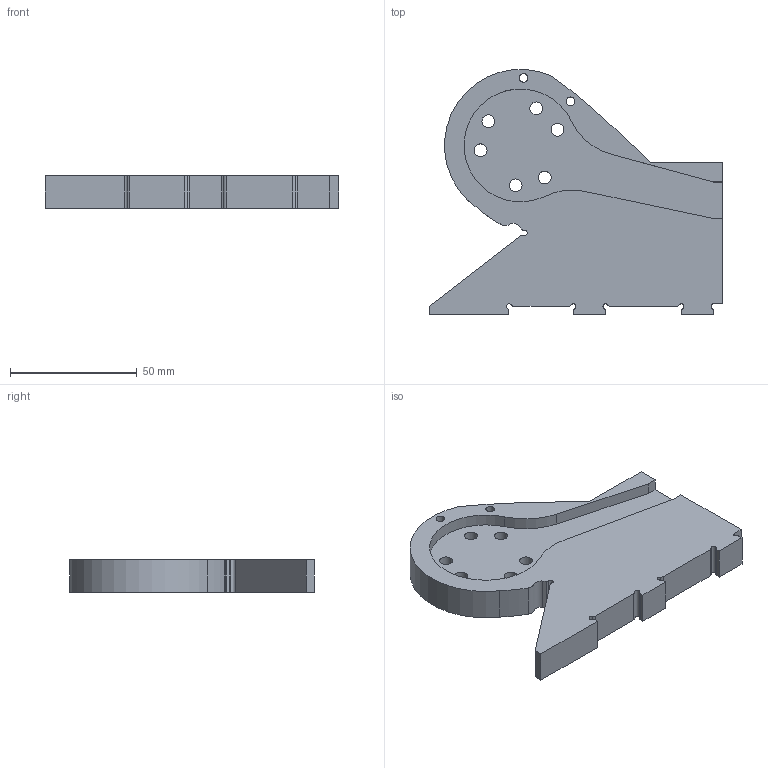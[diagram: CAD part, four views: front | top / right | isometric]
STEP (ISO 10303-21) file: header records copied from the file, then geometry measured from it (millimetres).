
FILE_DESCRIPTION(/* description */ (''),/* implementation_level */ '2;1');
FILE_NAME(/* name */ 'Inner rail_Mirror.step',/* time_stamp */ '2023-08-30T17:01:33-04:00',/* author */ (''),/* organization */ (''),/* preprocessor_version */ 'ST-DEVELOPER v20',/* originating_system */ 'Autodesk Translation Framework v12.9.0.99',/* authorisation */ '');
FILE_SCHEMA (('AUTOMOTIVE_DESIGN { 1 0 10303 214 3 1 1 }'));
Length unit declared in the file: inch
Products named in the file (1): Component4(Mirror)
Bounding box: 116 x 96.59 x 12.7 mm (x, y, z)
Volume: 85383.2 mm3; surface area: 23025.9 mm2
Topology: 1 solids, 1 shells, 57 faces, 165 edges, 110 vertices
Faces by surface type: cylinder 33, plane 24
Full cylindrical faces by diameter (mm): 3.416 x2, 5.08 x6
Entity records: 1979 total; most frequent: DIRECTION 347, CARTESIAN_POINT 333, ORIENTED_EDGE 330, EDGE_CURVE 165, AXIS2_PLACEMENT_3D 124, VERTEX_POINT 110, LINE 99, VECTOR 99
